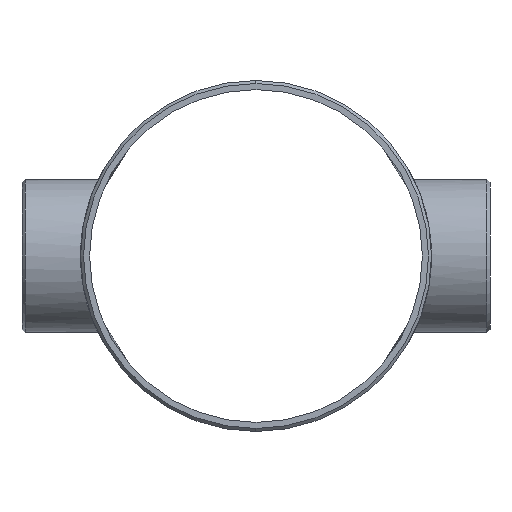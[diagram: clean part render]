
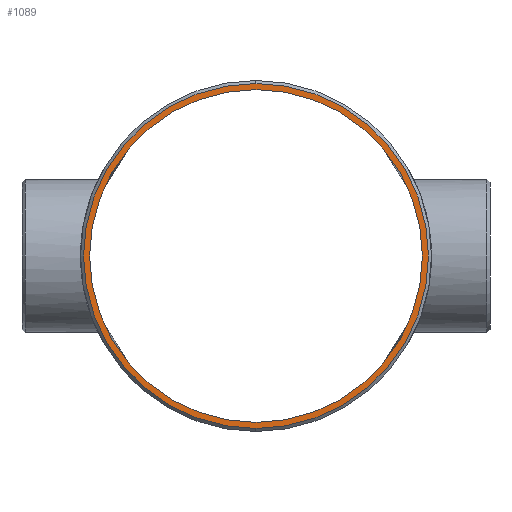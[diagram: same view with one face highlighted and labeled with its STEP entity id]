
A CAD part, left-side view. The second image highlights one B-rep face of the part: STEP entity #1089.
In plain terms, the highlighted planar face has unit normal (-1, 0, 0).
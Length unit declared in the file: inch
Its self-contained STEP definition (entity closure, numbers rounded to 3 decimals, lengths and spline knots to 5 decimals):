
#57 = EDGE_CURVE ( 'NONE', #341, #974, #66, .T. ) ;
#66 = CIRCLE ( 'NONE', #343, 6.265 ) ;
#71 = CARTESIAN_POINT ( 'NONE',  ( -10., 0., 0. ) ) ;
#99 = EDGE_CURVE ( 'NONE', #615, #1182, #594, .T. ) ;
#114 = DIRECTION ( 'NONE',  ( 1., 0., 0. ) ) ;
#169 = FACE_OUTER_BOUND ( 'NONE', #559, .T. ) ;
#199 = EDGE_CURVE ( 'NONE', #1182, #615, #769, .T. ) ;
#202 = ORIENTED_EDGE ( 'NONE', *, *, #199, .T. ) ;
#216 = DIRECTION ( 'NONE',  ( 0., 0., 1. ) ) ;
#303 = EDGE_LOOP ( 'NONE', ( #202, #1156 ) ) ;
#341 = VERTEX_POINT ( 'NONE', #1124 ) ;
#343 = AXIS2_PLACEMENT_3D ( 'NONE', #71, #771, #1087 ) ;
#368 = ORIENTED_EDGE ( 'NONE', *, *, #990, .T. ) ;
#391 = DIRECTION ( 'NONE',  ( 0., 0., -1. ) ) ;
#402 = CARTESIAN_POINT ( 'NONE',  ( -10., 0., 0. ) ) ;
#467 = CIRCLE ( 'NONE', #1097, 6.265 ) ;
#524 = AXIS2_PLACEMENT_3D ( 'NONE', #402, #610, #1093 ) ;
#536 = CARTESIAN_POINT ( 'NONE',  ( -10., 0., 0. ) ) ;
#559 = EDGE_LOOP ( 'NONE', ( #368, #836 ) ) ;
#594 = CIRCLE ( 'NONE', #524, 6.045 ) ;
#610 = DIRECTION ( 'NONE',  ( 1., 0., 0. ) ) ;
#615 = VERTEX_POINT ( 'NONE', #1139 ) ;
#684 = DIRECTION ( 'NONE',  ( -1., 0., 0. ) ) ;
#688 = PLANE ( 'NONE',  #856 ) ;
#769 = CIRCLE ( 'NONE', #1274, 6.045 ) ;
#771 = DIRECTION ( 'NONE',  ( -1., 0., 0. ) ) ;
#817 = CARTESIAN_POINT ( 'NONE',  ( -10., 0., -6.265 ) ) ;
#836 = ORIENTED_EDGE ( 'NONE', *, *, #57, .T. ) ;
#856 = AXIS2_PLACEMENT_3D ( 'NONE', #1282, #684, #391 ) ;
#898 = CARTESIAN_POINT ( 'NONE',  ( -10., 0., 6.045 ) ) ;
#917 = DIRECTION ( 'NONE',  ( 0., 0., 1. ) ) ;
#974 = VERTEX_POINT ( 'NONE', #817 ) ;
#990 = EDGE_CURVE ( 'NONE', #974, #341, #467, .T. ) ;
#1019 = DIRECTION ( 'NONE',  ( -1., 0., 0. ) ) ;
#1087 = DIRECTION ( 'NONE',  ( 0., 0., 1. ) ) ;
#1089 = ADVANCED_FACE ( 'NONE', ( #169, #1263 ), #688, .T. ) ;
#1093 = DIRECTION ( 'NONE',  ( 0., 0., 1. ) ) ;
#1097 = AXIS2_PLACEMENT_3D ( 'NONE', #536, #1019, #917 ) ;
#1101 = CARTESIAN_POINT ( 'NONE',  ( -10., 0., 0. ) ) ;
#1124 = CARTESIAN_POINT ( 'NONE',  ( -10., 0., 6.265 ) ) ;
#1139 = CARTESIAN_POINT ( 'NONE',  ( -10., 0., -6.045 ) ) ;
#1156 = ORIENTED_EDGE ( 'NONE', *, *, #99, .T. ) ;
#1182 = VERTEX_POINT ( 'NONE', #898 ) ;
#1263 = FACE_BOUND ( 'NONE', #303, .T. ) ;
#1274 = AXIS2_PLACEMENT_3D ( 'NONE', #1101, #114, #216 ) ;
#1282 = CARTESIAN_POINT ( 'NONE',  ( -10., 0., 0. ) ) ;
